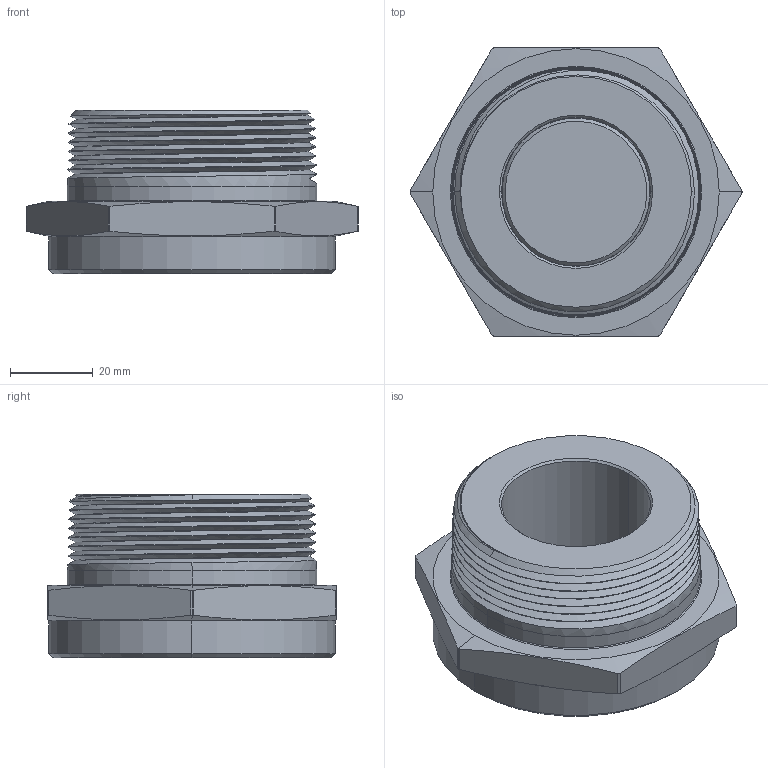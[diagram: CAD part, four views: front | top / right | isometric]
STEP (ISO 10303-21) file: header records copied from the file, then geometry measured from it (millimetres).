
FILE_DESCRIPTION (( 'STEP AP214' ), '1' );
FILE_NAME ('101063.step', '2013-08-23T19:37:51', ( '' ), ( '' ), 'SwSTEP 2.0', 'SolidWorks 2012', '' );
FILE_SCHEMA (( 'AUTOMOTIVE_DESIGN' ));
Length unit declared in the file: inch
Products named in the file (3): 402063; 403063; 101063
Assembly tree (2 placements, depth 2):
  101063
    403063
    402063
Bounding box: 80.35 x 69.85 x 39.62 mm (x, y, z)
Volume: 96263.7 mm3; surface area: 24023.5 mm2
Topology: 2 solids, 2 shells, 71 faces, 171 edges, 106 vertices
Faces by surface type: cone 30, cylinder 17, plane 15, torus 6, bspline 3
Entity records: 8109 total; most frequent: CARTESIAN_POINT 6395, ORIENTED_EDGE 342, DIRECTION 326, EDGE_CURVE 171, AXIS2_PLACEMENT_3D 134, VERTEX_POINT 106, EDGE_LOOP 75, FACE_OUTER_BOUND 71
